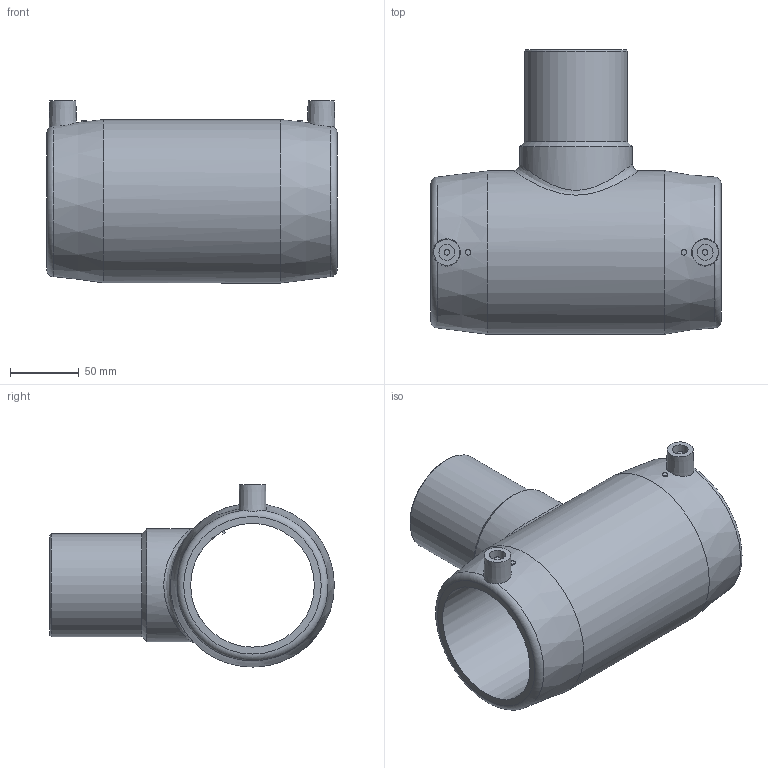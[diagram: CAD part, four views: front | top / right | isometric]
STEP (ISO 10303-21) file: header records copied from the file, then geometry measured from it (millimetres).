
FILE_DESCRIPTION(/* description */ ('Unknown'),/* implementation_level */ '2;1');
FILE_NAME(/* name */ 'TREP090075C',/* time_stamp */ '2020-12-15T16:38:55+01:00',/* author */ ('Unknown'),/* organization */ ('Unknown'),/* preprocessor_version */ 'ST-DEVELOPER v16.7',/* originating_system */ 'Solid Edge',/* authorisation */ 'Unknown');
FILE_SCHEMA (('AUTOMOTIVE_DESIGN {1 0 10303 214 3 1 1}'));
Length unit declared in the file: millimetre
Products named in the file (1): TREP090075C
Bounding box: 211 x 207 x 132.5 mm (x, y, z)
Volume: 1048340 mm3; surface area: 182741.9 mm2
Topology: 1 solids, 1 shells, 36 faces, 77 edges, 50 vertices
Faces by surface type: plane 16, cylinder 11, cone 6, torus 2, bspline 1
Full cylindrical faces by diameter (mm): 4 x4, 11.5 x2, 61.4 x1, 75 x1, 82 x1, 90 x1, 119 x1
Entity records: 1194 total; most frequent: CARTESIAN_POINT 520, DIRECTION 136, ORIENTED_EDGE 92, EDGE_LOOP 68, FACE_BOUND 68, AXIS2_PLACEMENT_3D 63, EDGE_CURVE 46, VERTEX_POINT 40
